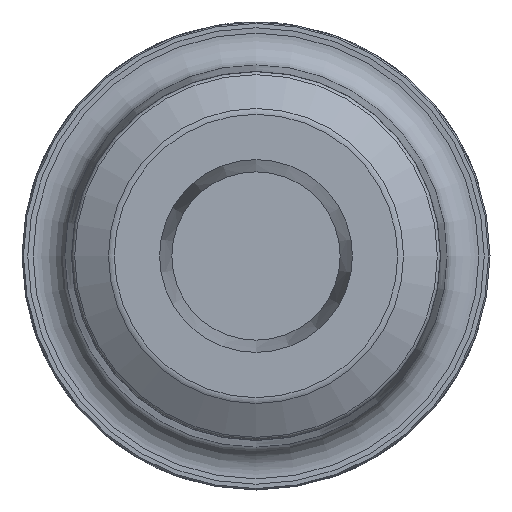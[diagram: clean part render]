
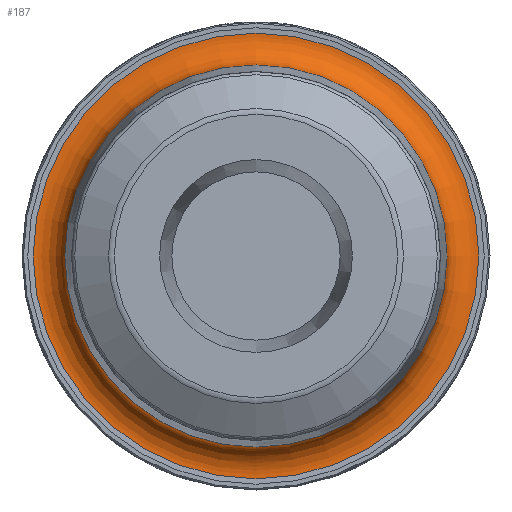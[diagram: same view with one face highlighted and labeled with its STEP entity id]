
A CAD part, left-side view. The second image highlights one B-rep face of the part: STEP entity #187.
In plain terms, the highlighted toroidal (fillet/blend) face has major radius 37.65 mm and minor radius 5 mm.
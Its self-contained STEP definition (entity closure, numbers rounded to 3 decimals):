
#39=TOROIDAL_SURFACE('',#838,37.65,5.);
#187=ADVANCED_FACE('',(#287,#288),#39,.F.);
#287=FACE_BOUND('',#377,.T.);
#288=FACE_BOUND('',#378,.T.);
#377=EDGE_LOOP('',(#543));
#378=EDGE_LOOP('',(#544));
#543=ORIENTED_EDGE('',*,*,#726,.T.);
#544=ORIENTED_EDGE('',*,*,#725,.F.);
#640=VERTEX_POINT('',#1819);
#641=VERTEX_POINT('',#1822);
#725=EDGE_CURVE('',#640,#640,#761,.T.);
#726=EDGE_CURVE('',#641,#641,#762,.T.);
#761=CIRCLE('',#835,32.65);
#762=CIRCLE('',#837,38.086);
#835=AXIS2_PLACEMENT_3D('',#1818,#1010,#1011);
#837=AXIS2_PLACEMENT_3D('',#1821,#1014,#1015);
#838=AXIS2_PLACEMENT_3D('',#1823,#1016,#1017);
#1010=DIRECTION('',(-1.,0.,0.));
#1011=DIRECTION('',(0.,0.,-1.));
#1014=DIRECTION('',(-1.,0.,0.));
#1015=DIRECTION('',(0.,0.,-1.));
#1016=DIRECTION('',(1.,0.,0.));
#1017=DIRECTION('',(0.,0.,-1.));
#1818=CARTESIAN_POINT('',(110.1,0.,0.));
#1819=CARTESIAN_POINT('',(110.1,0.,-32.65));
#1821=CARTESIAN_POINT('',(115.081,0.,0.));
#1822=CARTESIAN_POINT('',(115.081,0.,-38.086));
#1823=CARTESIAN_POINT('',(110.1,0.,0.));
